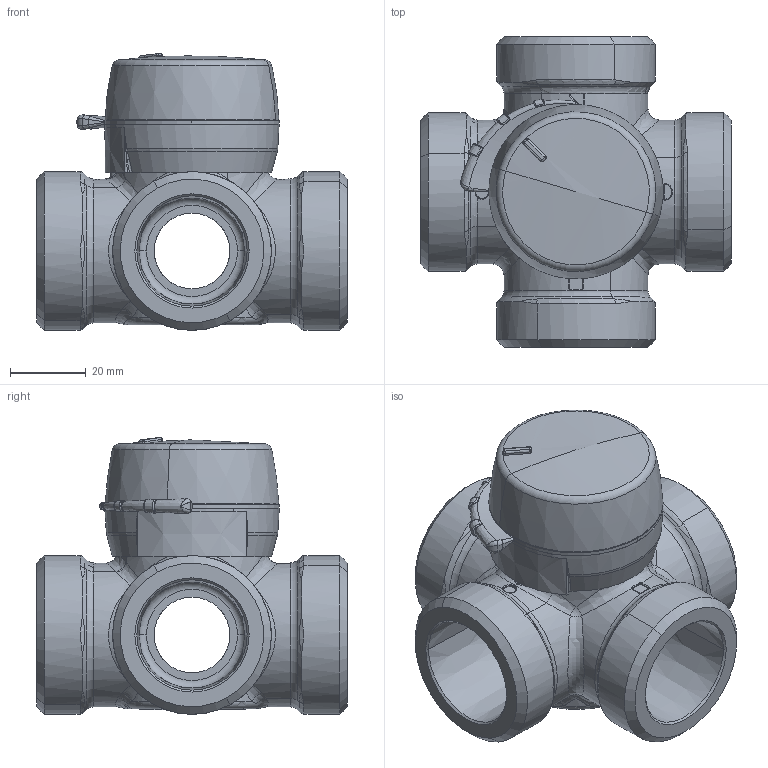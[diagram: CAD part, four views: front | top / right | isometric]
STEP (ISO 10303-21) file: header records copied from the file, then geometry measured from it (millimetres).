
FILE_DESCRIPTION(('CATIA V5 STEP Exchange'),'2;1');
FILE_NAME('7151s2.stp','2008-06-12T10:41:18+00:00',('none'),('none'),'CATIA Version 5 Release 16 (IN-10)','CATIA V5 STEP AP214','none');
FILE_SCHEMA(('AUTOMOTIVE_DESIGN { 1 0 10303 214 1 1 1 1 }'));
Length unit declared in the file: millimetre
Products named in the file (5): VRG X42 DN25; 7102-02; 7035-01; 7040-01; 7039-01
Assembly tree (4 placements, depth 2):
  VRG X42 DN25
    7102-02
    7035-01
    7040-01
    7039-01
Bounding box: 82 x 82 x 73.02 mm (x, y, z)
Volume: 98144.8 mm3; surface area: 56732.6 mm2
Topology: 5 solids, 5 shells, 980 faces, 2589 edges, 1639 vertices
Faces by surface type: plane 357, cylinder 247, bspline 172, cone 103, torus 54, sphere 21, revolution 16, extrusion 10
Entity records: 39775 total; most frequent: CARTESIAN_POINT 18753, ORIENTED_EDGE 5138, DIRECTION 2919, EDGE_CURVE 2528, VERTEX_POINT 1608, AXIS2_PLACEMENT_3D 1222, VECTOR 1149, LINE 1139
